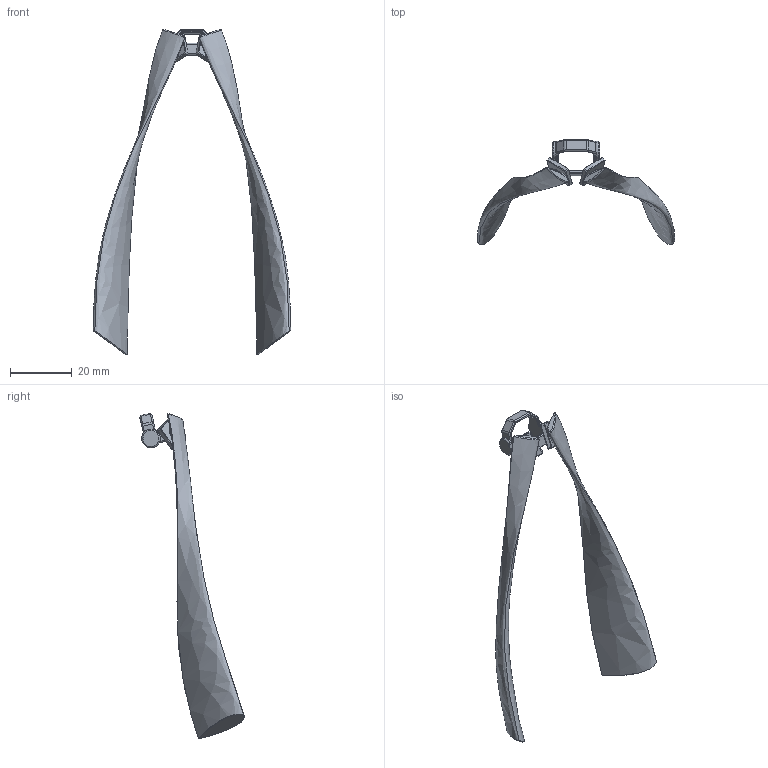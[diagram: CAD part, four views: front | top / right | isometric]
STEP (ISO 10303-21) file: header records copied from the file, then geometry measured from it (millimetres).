
FILE_DESCRIPTION(('HOOPS Exchange Step'),'2;1');
FILE_NAME('miku.stp','2024-08-10T22:35:04+09:00',('hayashi'),('Unknown organisation'),'HOOPS Exchange 2023.2','HOOPS Exchange','Unknown authorisation');
FILE_SCHEMA( ('AP203_CONFIGURATION_CONTROLLED_3D_DESIGN_OF_MECHANICAL_PARTS_AND_ASSEMBLIES_MIM_LF') );
Length unit declared in the file: millimetre
Products named in the file (1): Headphone
Bounding box: 63.79 x 33.82 x 105.11 mm (x, y, z)
Volume: 6528.1 mm3; surface area: 6080.1 mm2
Topology: 1 solids, 1 shells, 203 faces, 507 edges, 310 vertices
Faces by surface type: plane 142, cone 23, bspline 22, cylinder 16
Full cylindrical faces by diameter (mm): 6 x2
Entity records: 8885 total; most frequent: CARTESIAN_POINT 4226, ORIENTED_EDGE 1014, DIRECTION 868, EDGE_CURVE 507, VECTOR 348, LINE 348, VERTEX_POINT 310, AXIS2_PLACEMENT_3D 260
